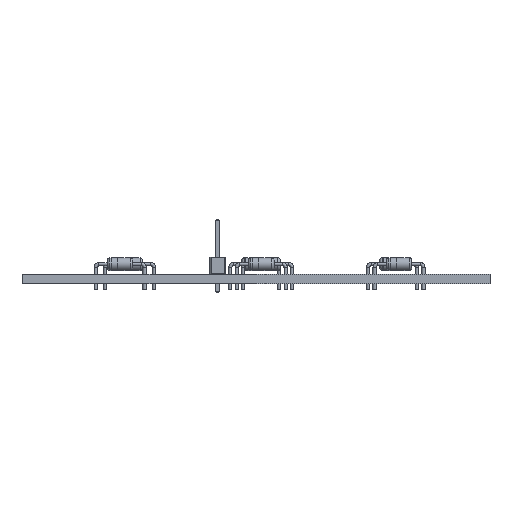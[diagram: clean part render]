
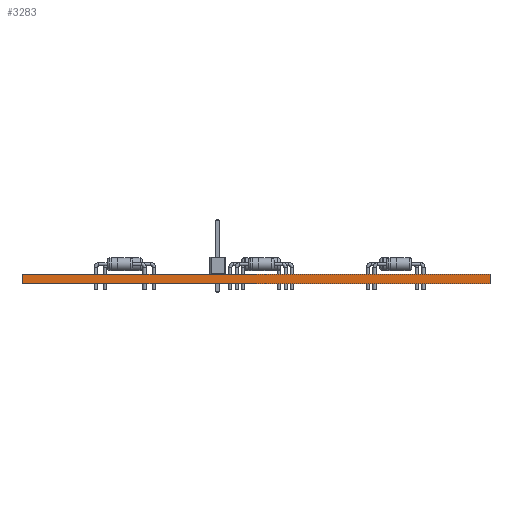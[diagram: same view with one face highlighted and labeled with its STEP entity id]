
A CAD part, front view. The second image highlights one B-rep face of the part: STEP entity #3283.
In plain terms, the highlighted planar face has unit normal (0, -1, 0).
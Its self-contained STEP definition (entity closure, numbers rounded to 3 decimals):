
#3283 = ADVANCED_FACE('',(#3284),#3318,.T.);
#3284 = FACE_BOUND('',#3285,.T.);
#3285 = EDGE_LOOP('',(#3286,#3296,#3304,#3312));
#3286 = ORIENTED_EDGE('',*,*,#3287,.T.);
#3287 = EDGE_CURVE('',#3288,#3290,#3292,.T.);
#3288 = VERTEX_POINT('',#3289);
#3289 = CARTESIAN_POINT('',(120.725,-119.605,0.));
#3290 = VERTEX_POINT('',#3291);
#3291 = CARTESIAN_POINT('',(120.725,-119.605,1.51));
#3292 = LINE('',#3293,#3294);
#3293 = CARTESIAN_POINT('',(120.725,-119.605,0.));
#3294 = VECTOR('',#3295,1.);
#3295 = DIRECTION('',(0.,0.,1.));
#3296 = ORIENTED_EDGE('',*,*,#3297,.T.);
#3297 = EDGE_CURVE('',#3290,#3298,#3300,.T.);
#3298 = VERTEX_POINT('',#3299);
#3299 = CARTESIAN_POINT('',(47.725,-119.605,1.51));
#3300 = LINE('',#3301,#3302);
#3301 = CARTESIAN_POINT('',(120.725,-119.605,1.51));
#3302 = VECTOR('',#3303,1.);
#3303 = DIRECTION('',(-1.,0.,0.));
#3304 = ORIENTED_EDGE('',*,*,#3305,.F.);
#3305 = EDGE_CURVE('',#3306,#3298,#3308,.T.);
#3306 = VERTEX_POINT('',#3307);
#3307 = CARTESIAN_POINT('',(47.725,-119.605,0.));
#3308 = LINE('',#3309,#3310);
#3309 = CARTESIAN_POINT('',(47.725,-119.605,0.));
#3310 = VECTOR('',#3311,1.);
#3311 = DIRECTION('',(0.,0.,1.));
#3312 = ORIENTED_EDGE('',*,*,#3313,.F.);
#3313 = EDGE_CURVE('',#3288,#3306,#3314,.T.);
#3314 = LINE('',#3315,#3316);
#3315 = CARTESIAN_POINT('',(120.725,-119.605,0.));
#3316 = VECTOR('',#3317,1.);
#3317 = DIRECTION('',(-1.,0.,0.));
#3318 = PLANE('',#3319);
#3319 = AXIS2_PLACEMENT_3D('',#3320,#3321,#3322);
#3320 = CARTESIAN_POINT('',(120.725,-119.605,0.));
#3321 = DIRECTION('',(0.,-1.,0.));
#3322 = DIRECTION('',(-1.,0.,0.));
